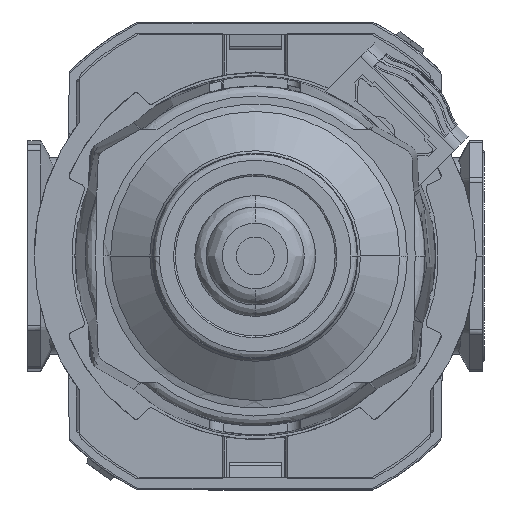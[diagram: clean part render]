
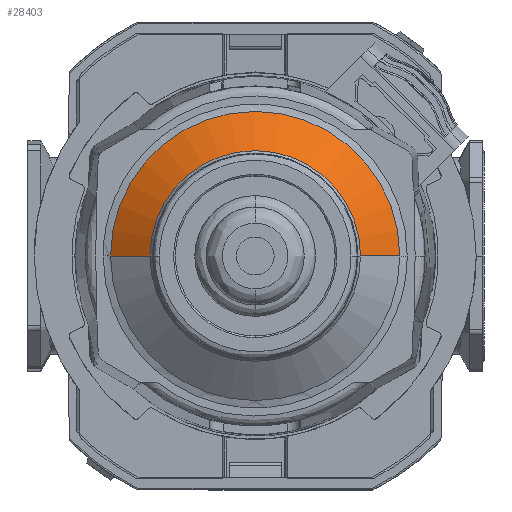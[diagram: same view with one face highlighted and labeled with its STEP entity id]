
A CAD part, front view. The second image highlights one B-rep face of the part: STEP entity #28403.
In plain terms, the highlighted conical face has half-angle 54.996 degrees and reference radius 22.24 mm.
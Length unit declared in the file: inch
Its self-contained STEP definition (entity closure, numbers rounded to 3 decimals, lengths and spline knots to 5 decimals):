
#2255 = EDGE_CURVE ( 'NONE', #22650, #15163, #28341, .T. ) ;
#2575 = VERTEX_POINT ( 'NONE', #31764 ) ;
#4503 = CARTESIAN_POINT ( 'NONE',  ( 0., -4.11661, 0. ) ) ;
#5331 = CIRCLE ( 'NONE', #14687, 0.87558 ) ;
#6303 = CARTESIAN_POINT ( 'NONE',  ( 0., -4.11661, 0. ) ) ;
#6465 = DIRECTION ( 'NONE',  ( 0., 1., 0. ) ) ;
#7534 = EDGE_CURVE ( 'NONE', #2575, #22650, #36140, .T. ) ;
#9197 = CARTESIAN_POINT ( 'NONE',  ( 0.63777, -4.28315, 0. ) ) ;
#9336 = CARTESIAN_POINT ( 'NONE',  ( 0.87558, -4.11661, 0. ) ) ;
#12309 = CARTESIAN_POINT ( 'NONE',  ( 0.87558, -4.11661, 0. ) ) ;
#12343 = CONICAL_SURFACE ( 'NONE', #23530, 0.87558, 0.96 ) ;
#13844 = AXIS2_PLACEMENT_3D ( 'NONE', #33329, #16974, #25666 ) ;
#14285 = ORIENTED_EDGE ( 'NONE', *, *, #16519, .T. ) ;
#14687 = AXIS2_PLACEMENT_3D ( 'NONE', #4503, #26757, #15676 ) ;
#14898 = FACE_OUTER_BOUND ( 'NONE', #29388, .T. ) ;
#14901 = ORIENTED_EDGE ( 'NONE', *, *, #7534, .T. ) ;
#15163 = VERTEX_POINT ( 'NONE', #12309 ) ;
#15676 = DIRECTION ( 'NONE',  ( 1., 0., 0. ) ) ;
#16519 = EDGE_CURVE ( 'NONE', #15163, #16596, #5331, .T. ) ;
#16596 = VERTEX_POINT ( 'NONE', #24542 ) ;
#16688 = CARTESIAN_POINT ( 'NONE',  ( -0.87558, -4.11661, 0. ) ) ;
#16974 = DIRECTION ( 'NONE',  ( 0., 1., 0. ) ) ;
#20550 = ORIENTED_EDGE ( 'NONE', *, *, #2255, .T. ) ;
#22115 = ORIENTED_EDGE ( 'NONE', *, *, #29097, .F. ) ;
#22650 = VERTEX_POINT ( 'NONE', #9197 ) ;
#23530 = AXIS2_PLACEMENT_3D ( 'NONE', #6303, #6465, #26151 ) ;
#24542 = CARTESIAN_POINT ( 'NONE',  ( -0.87558, -4.11661, 0. ) ) ;
#25666 = DIRECTION ( 'NONE',  ( -1., 0., 0. ) ) ;
#26151 = DIRECTION ( 'NONE',  ( -1., 0., 0. ) ) ;
#26757 = DIRECTION ( 'NONE',  ( 0., -1., 0. ) ) ;
#27729 = VECTOR ( 'NONE', #27938, 39.37008 ) ;
#27938 = DIRECTION ( 'NONE',  ( -0.819, 0.574, 0. ) ) ;
#28341 = LINE ( 'NONE', #9336, #31528 ) ;
#28403 = ADVANCED_FACE ( 'NONE', ( #14898 ), #12343, .T. ) ;
#28856 = DIRECTION ( 'NONE',  ( 0.819, 0.574, 0. ) ) ;
#29097 = EDGE_CURVE ( 'NONE', #2575, #16596, #30667, .T. ) ;
#29388 = EDGE_LOOP ( 'NONE', ( #14901, #20550, #14285, #22115 ) ) ;
#30667 = LINE ( 'NONE', #16688, #27729 ) ;
#31528 = VECTOR ( 'NONE', #28856, 39.37008 ) ;
#31764 = CARTESIAN_POINT ( 'NONE',  ( -0.63777, -4.28315, 0. ) ) ;
#33329 = CARTESIAN_POINT ( 'NONE',  ( 0., -4.28315, 0. ) ) ;
#36140 = CIRCLE ( 'NONE', #13844, 0.63777 ) ;
